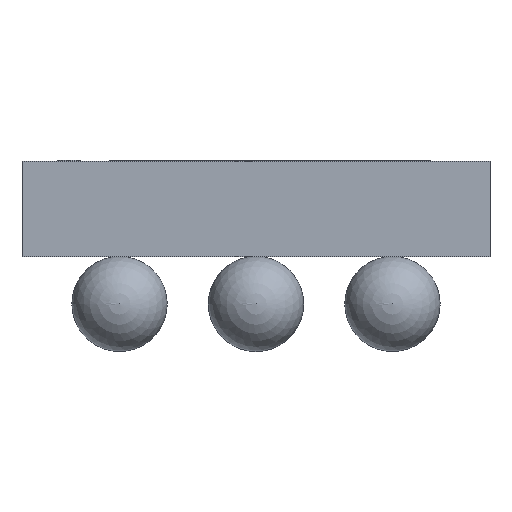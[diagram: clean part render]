
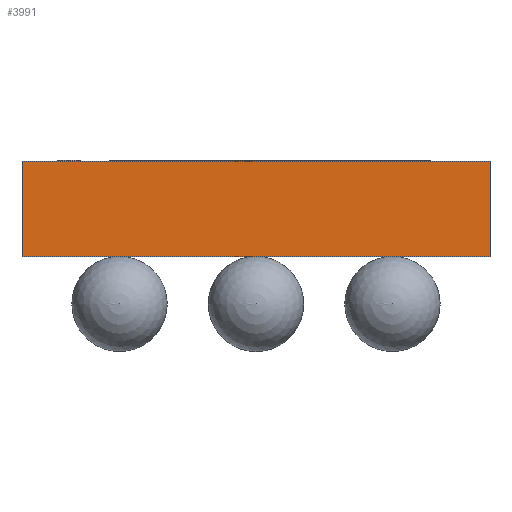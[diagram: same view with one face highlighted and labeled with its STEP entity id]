
A CAD part, front view. The second image highlights one B-rep face of the part: STEP entity #3991.
In plain terms, the highlighted planar face has unit normal (0, -1, 0).
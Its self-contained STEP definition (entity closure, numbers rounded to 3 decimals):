
#95 = ORIENTED_EDGE ( 'NONE', *, *, #1616, .F. ) ;
#149 = VERTEX_POINT ( 'NONE', #3180 ) ;
#261 = LINE ( 'NONE', #4657, #2835 ) ;
#377 = EDGE_CURVE ( 'NONE', #3777, #5497, #3392, .T. ) ;
#390 = CARTESIAN_POINT ( 'NONE',  ( 0.686, -0.838, 0.278 ) ) ;
#842 = VECTOR ( 'NONE', #5967, 1000. ) ;
#1235 = VERTEX_POINT ( 'NONE', #1743 ) ;
#1517 = ORIENTED_EDGE ( 'NONE', *, *, #377, .F. ) ;
#1562 = EDGE_LOOP ( 'NONE', ( #1671, #1517, #1847, #95 ) ) ;
#1616 = EDGE_CURVE ( 'NONE', #149, #1235, #6775, .T. ) ;
#1618 = DIRECTION ( 'NONE',  ( 0., -1., 0. ) ) ;
#1671 = ORIENTED_EDGE ( 'NONE', *, *, #6198, .F. ) ;
#1743 = CARTESIAN_POINT ( 'NONE',  ( -0.686, -0.838, 0.559 ) ) ;
#1802 = DIRECTION ( 'NONE',  ( 0., 0., 1. ) ) ;
#1847 = ORIENTED_EDGE ( 'NONE', *, *, #5408, .F. ) ;
#1954 = DIRECTION ( 'NONE',  ( 1., 0., 0. ) ) ;
#2311 = CARTESIAN_POINT ( 'NONE',  ( 0.686, -0.838, 0.559 ) ) ;
#2610 = CARTESIAN_POINT ( 'NONE',  ( 0.686, -0.838, 0.278 ) ) ;
#2835 = VECTOR ( 'NONE', #1954, 1000. ) ;
#3180 = CARTESIAN_POINT ( 'NONE',  ( -0.686, -0.838, 0.278 ) ) ;
#3392 = LINE ( 'NONE', #2311, #6882 ) ;
#3505 = CARTESIAN_POINT ( 'NONE',  ( -0.686, -0.838, 0.278 ) ) ;
#3696 = LINE ( 'NONE', #2610, #842 ) ;
#3777 = VERTEX_POINT ( 'NONE', #4414 ) ;
#3991 = ADVANCED_FACE ( 'NONE', ( #5489 ), #5417, .T. ) ;
#4208 = VECTOR ( 'NONE', #1802, 1000. ) ;
#4414 = CARTESIAN_POINT ( 'NONE',  ( 0.686, -0.838, 0.559 ) ) ;
#4627 = AXIS2_PLACEMENT_3D ( 'NONE', #6453, #1618, #7026 ) ;
#4657 = CARTESIAN_POINT ( 'NONE',  ( -0.686, -0.838, 0.559 ) ) ;
#5408 = EDGE_CURVE ( 'NONE', #1235, #3777, #261, .T. ) ;
#5417 = PLANE ( 'NONE',  #4627 ) ;
#5489 = FACE_OUTER_BOUND ( 'NONE', #1562, .T. ) ;
#5497 = VERTEX_POINT ( 'NONE', #390 ) ;
#5967 = DIRECTION ( 'NONE',  ( -1., 0., 0. ) ) ;
#6198 = EDGE_CURVE ( 'NONE', #5497, #149, #3696, .T. ) ;
#6453 = CARTESIAN_POINT ( 'NONE',  ( -0.686, -0.838, 0.278 ) ) ;
#6620 = DIRECTION ( 'NONE',  ( 0., 0., -1. ) ) ;
#6775 = LINE ( 'NONE', #3505, #4208 ) ;
#6882 = VECTOR ( 'NONE', #6620, 1000. ) ;
#7026 = DIRECTION ( 'NONE',  ( 0., 0., -1. ) ) ;
